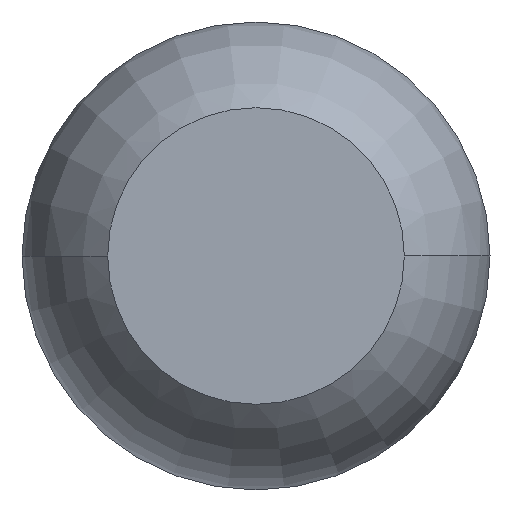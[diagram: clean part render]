
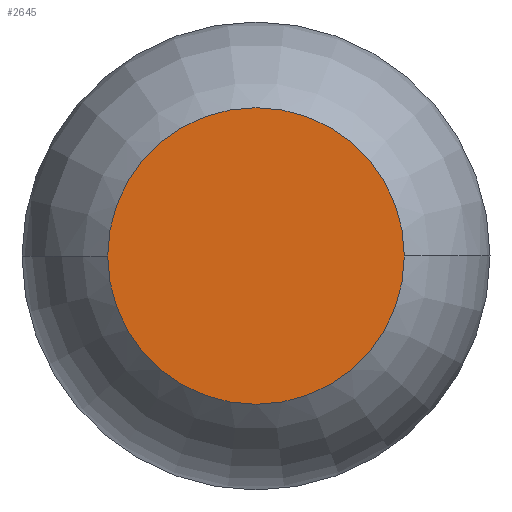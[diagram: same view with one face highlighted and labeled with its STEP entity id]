
A CAD part, front view. The second image highlights one B-rep face of the part: STEP entity #2645.
In plain terms, the highlighted planar face has unit normal (0, -1, 0).
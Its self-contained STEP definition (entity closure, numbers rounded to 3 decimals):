
#10 = AXIS2_PLACEMENT_3D ( 'NONE', #1020, #3645, #2497 ) ;
#227 = EDGE_CURVE ( 'Defeature ausgef�hrt1_4+Defeature ausgef�hrt1_2+Defeature ausgef�hrt1_2+Defeature ausgef�hrt1_2', #1066, #742, #3627, .T. ) ;
#241 = CARTESIAN_POINT ( 'NONE',  ( 0., -24.66, 0. ) ) ;
#538 = ORIENTED_EDGE ( 'NONE', *, *, #227, .T. ) ;
#742 = VERTEX_POINT ( 'NONE', #1617 ) ;
#808 = DIRECTION ( 'NONE',  ( 0., -1., 0. ) ) ;
#1020 = CARTESIAN_POINT ( 'NONE',  ( 0., -24.66, 0. ) ) ;
#1066 = VERTEX_POINT ( 'NONE', #2419 ) ;
#1342 = EDGE_LOOP ( 'NONE', ( #3633, #538 ) ) ;
#1617 = CARTESIAN_POINT ( 'NONE',  ( -0.745, -24.66, 0. ) ) ;
#1727 = AXIS2_PLACEMENT_3D ( 'NONE', #241, #2870, #3147 ) ;
#2419 = CARTESIAN_POINT ( 'NONE',  ( 0.745, -24.66, 0. ) ) ;
#2497 = DIRECTION ( 'NONE',  ( 1., 0., 0. ) ) ;
#2612 = EDGE_CURVE ( 'Defeature ausgef�hrt1_4+Defeature ausgef�hrt1_2+Defeature ausgef�hrt1_2+Defeature ausgef�hrt1_2', #742, #1066, #2696, .T. ) ;
#2645 = ADVANCED_FACE ( 'Defeature ausgef�hrt1_4', ( #3166 ), #2897, .T. ) ;
#2696 = CIRCLE ( 'NONE', #2909, 0.745 ) ;
#2844 = DIRECTION ( 'NONE',  ( 1., 0., 0. ) ) ;
#2870 = DIRECTION ( 'NONE',  ( 0., -1., 0. ) ) ;
#2897 = PLANE ( 'NONE',  #1727 ) ;
#2909 = AXIS2_PLACEMENT_3D ( 'NONE', #3743, #808, #2844 ) ;
#3147 = DIRECTION ( 'NONE',  ( 1., 0., 0. ) ) ;
#3166 = FACE_OUTER_BOUND ( 'NONE', #1342, .T. ) ;
#3627 = CIRCLE ( 'NONE', #10, 0.745 ) ;
#3633 = ORIENTED_EDGE ( 'NONE', *, *, #2612, .T. ) ;
#3645 = DIRECTION ( 'NONE',  ( 0., -1., 0. ) ) ;
#3743 = CARTESIAN_POINT ( 'NONE',  ( 0., -24.66, 0. ) ) ;
